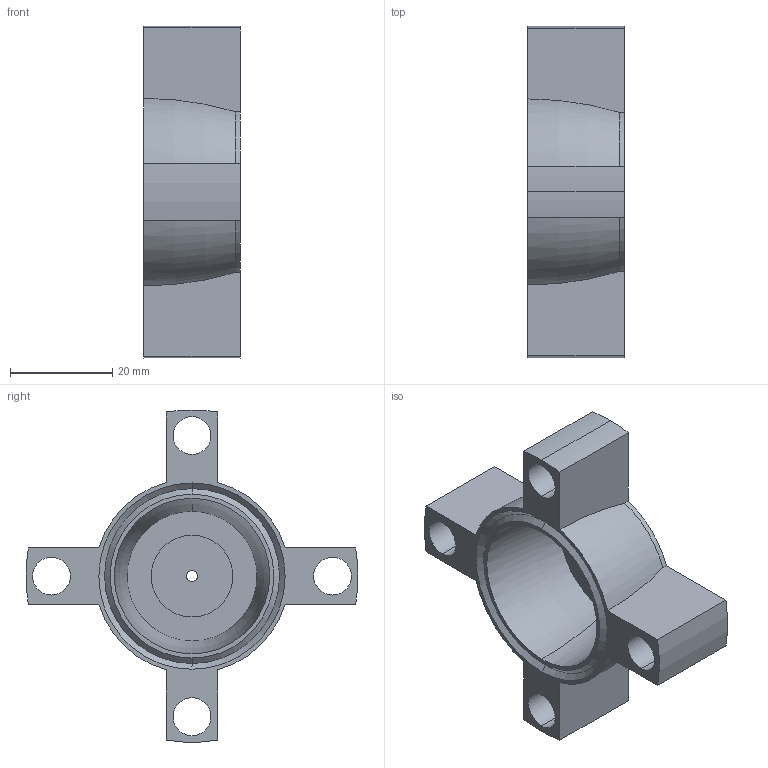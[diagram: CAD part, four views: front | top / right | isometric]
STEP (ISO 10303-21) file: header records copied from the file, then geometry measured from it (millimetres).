
FILE_DESCRIPTION (( 'STEP AP214' ), '1' );
FILE_NAME ('Roller coating mold top.STEP', '2023-09-14T09:12:58', ( '' ), ( '' ), 'SwSTEP 2.0', 'SolidWorks 2020', '' );
FILE_SCHEMA (( 'AUTOMOTIVE_DESIGN' ));
Length unit declared in the file: millimetre
Products named in the file (2): Clamped mold_PLA top; Roller coating mold top
Assembly tree (1 placements, depth 2):
  Roller coating mold top
    Clamped mold_PLA top
Bounding box: 18.92 x 64.9 x 64.96 mm (x, y, z)
Volume: 16080.4 mm3; surface area: 10576.7 mm2
Topology: 1 solids, 1 shells, 44 faces, 115 edges, 76 vertices
Faces by surface type: cylinder 21, plane 13, torus 6, cone 4
Entity records: 1511 total; most frequent: CARTESIAN_POINT 299, DIRECTION 261, ORIENTED_EDGE 230, EDGE_CURVE 115, AXIS2_PLACEMENT_3D 106, VERTEX_POINT 76, CIRCLE 58, EDGE_LOOP 57
